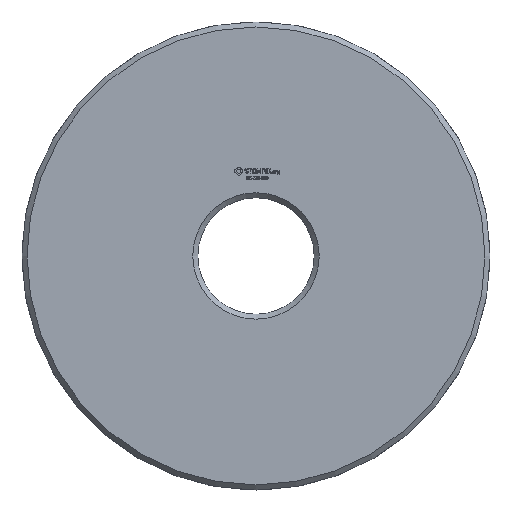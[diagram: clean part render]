
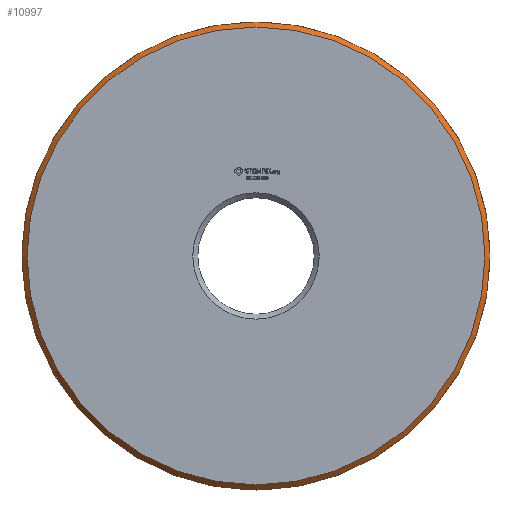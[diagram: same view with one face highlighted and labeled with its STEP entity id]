
A CAD part, top view. The second image highlights one B-rep face of the part: STEP entity #10997.
In plain terms, the highlighted conical face has half-angle 45 degrees and reference radius 14.062 mm.
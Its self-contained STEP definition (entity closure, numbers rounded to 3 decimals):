
#21 = EDGE_CURVE('',#22,#22,#24,.T.);
#22 = VERTEX_POINT('',#23);
#23 = CARTESIAN_POINT('',(13.763,0.,3.125));
#24 = SURFACE_CURVE('',#25,(#30,#42),.PCURVE_S1.);
#25 = CIRCLE('',#26,13.763);
#26 = AXIS2_PLACEMENT_3D('',#27,#28,#29);
#27 = CARTESIAN_POINT('',(0.,0.,3.125));
#28 = DIRECTION('',(0.,0.,-1.));
#29 = DIRECTION('',(1.,0.,0.));
#30 = PCURVE('',#31,#36);
#31 = PLANE('',#32);
#32 = AXIS2_PLACEMENT_3D('',#33,#34,#35);
#33 = CARTESIAN_POINT('',(0.,0.,3.125));
#34 = DIRECTION('',(0.,0.,-1.));
#35 = DIRECTION('',(1.,0.,0.));
#36 = DEFINITIONAL_REPRESENTATION('',(#37),#41);
#37 = CIRCLE('',#38,13.763);
#38 = AXIS2_PLACEMENT_2D('',#39,#40);
#39 = CARTESIAN_POINT('',(0.,0.));
#40 = DIRECTION('',(1.,0.));
#41 = ( GEOMETRIC_REPRESENTATION_CONTEXT(2) 
PARAMETRIC_REPRESENTATION_CONTEXT() REPRESENTATION_CONTEXT('2D SPACE',''
  ) );
#42 = PCURVE('',#43,#48);
#43 = CONICAL_SURFACE('',#44,14.063,0.785);
#44 = AXIS2_PLACEMENT_3D('',#45,#46,#47);
#45 = CARTESIAN_POINT('',(0.,0.,2.825));
#46 = DIRECTION('',(0.,0.,-1.));
#47 = DIRECTION('',(1.,0.,0.));
#48 = DEFINITIONAL_REPRESENTATION('',(#49),#53);
#49 = LINE('',#50,#51);
#50 = CARTESIAN_POINT('',(0.,-0.3));
#51 = VECTOR('',#52,1.);
#52 = DIRECTION('',(1.,-0.));
#53 = ( GEOMETRIC_REPRESENTATION_CONTEXT(2) 
PARAMETRIC_REPRESENTATION_CONTEXT() REPRESENTATION_CONTEXT('2D SPACE',''
  ) );
#10997 = ADVANCED_FACE('',(#10998),#43,.T.);
#10998 = FACE_BOUND('',#10999,.F.);
#10999 = EDGE_LOOP('',(#11000,#11029,#11050,#11051));
#11000 = ORIENTED_EDGE('',*,*,#11001,.T.);
#11001 = EDGE_CURVE('',#11002,#11002,#11004,.T.);
#11002 = VERTEX_POINT('',#11003);
#11003 = CARTESIAN_POINT('',(14.063,0.,2.825));
#11004 = SURFACE_CURVE('',#11005,(#11010,#11017),.PCURVE_S1.);
#11005 = CIRCLE('',#11006,14.063);
#11006 = AXIS2_PLACEMENT_3D('',#11007,#11008,#11009);
#11007 = CARTESIAN_POINT('',(0.,0.,2.825));
#11008 = DIRECTION('',(0.,0.,-1.));
#11009 = DIRECTION('',(1.,0.,0.));
#11010 = PCURVE('',#43,#11011);
#11011 = DEFINITIONAL_REPRESENTATION('',(#11012),#11016);
#11012 = LINE('',#11013,#11014);
#11013 = CARTESIAN_POINT('',(0.,-0.));
#11014 = VECTOR('',#11015,1.);
#11015 = DIRECTION('',(1.,-0.));
#11016 = ( GEOMETRIC_REPRESENTATION_CONTEXT(2) 
PARAMETRIC_REPRESENTATION_CONTEXT() REPRESENTATION_CONTEXT('2D SPACE',''
  ) );
#11017 = PCURVE('',#11018,#11023);
#11018 = CYLINDRICAL_SURFACE('',#11019,14.063);
#11019 = AXIS2_PLACEMENT_3D('',#11020,#11021,#11022);
#11020 = CARTESIAN_POINT('',(0.,0.,2.325));
#11021 = DIRECTION('',(0.,0.,1.));
#11022 = DIRECTION('',(1.,0.,0.));
#11023 = DEFINITIONAL_REPRESENTATION('',(#11024),#11028);
#11024 = LINE('',#11025,#11026);
#11025 = CARTESIAN_POINT('',(-0.,0.5));
#11026 = VECTOR('',#11027,1.);
#11027 = DIRECTION('',(-1.,0.));
#11028 = ( GEOMETRIC_REPRESENTATION_CONTEXT(2) 
PARAMETRIC_REPRESENTATION_CONTEXT() REPRESENTATION_CONTEXT('2D SPACE',''
  ) );
#11029 = ORIENTED_EDGE('',*,*,#11030,.T.);
#11030 = EDGE_CURVE('',#11002,#22,#11031,.T.);
#11031 = SEAM_CURVE('',#11032,(#11036,#11043),.PCURVE_S1.);
#11032 = LINE('',#11033,#11034);
#11033 = CARTESIAN_POINT('',(14.063,0.,2.825));
#11034 = VECTOR('',#11035,1.);
#11035 = DIRECTION('',(-0.707,0.,
    0.707));
#11036 = PCURVE('',#43,#11037);
#11037 = DEFINITIONAL_REPRESENTATION('',(#11038),#11042);
#11038 = LINE('',#11039,#11040);
#11039 = CARTESIAN_POINT('',(0.,-0.));
#11040 = VECTOR('',#11041,1.);
#11041 = DIRECTION('',(0.,-1.));
#11042 = ( GEOMETRIC_REPRESENTATION_CONTEXT(2) 
PARAMETRIC_REPRESENTATION_CONTEXT() REPRESENTATION_CONTEXT('2D SPACE',''
  ) );
#11043 = PCURVE('',#43,#11044);
#11044 = DEFINITIONAL_REPRESENTATION('',(#11045),#11049);
#11045 = LINE('',#11046,#11047);
#11046 = CARTESIAN_POINT('',(6.283,-0.));
#11047 = VECTOR('',#11048,1.);
#11048 = DIRECTION('',(0.,-1.));
#11049 = ( GEOMETRIC_REPRESENTATION_CONTEXT(2) 
PARAMETRIC_REPRESENTATION_CONTEXT() REPRESENTATION_CONTEXT('2D SPACE',''
  ) );
#11050 = ORIENTED_EDGE('',*,*,#21,.F.);
#11051 = ORIENTED_EDGE('',*,*,#11030,.F.);
